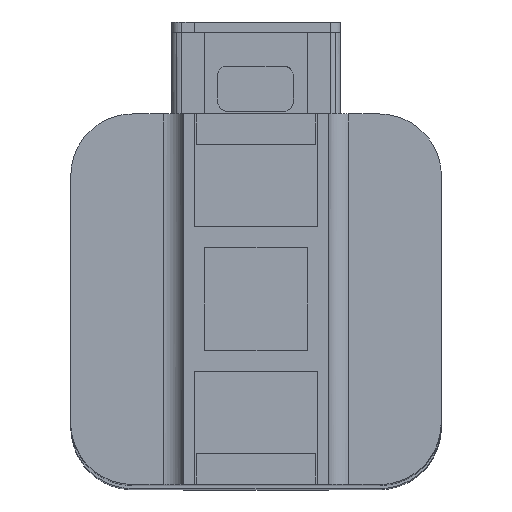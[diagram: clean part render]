
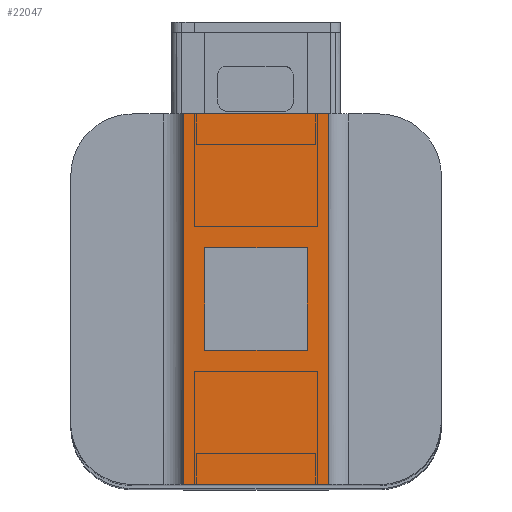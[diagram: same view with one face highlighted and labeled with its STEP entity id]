
A CAD part, top view. The second image highlights one B-rep face of the part: STEP entity #22047.
In plain terms, the highlighted free-form (B-spline) face has degree [1, 1] with [2, 2] control points.
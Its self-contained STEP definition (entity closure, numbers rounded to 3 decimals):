
#20563 = VERTEX_POINT('',#20564);
#20564 = CARTESIAN_POINT('',(-16.159,125.804,
    151.965));
#20569 = EDGE_CURVE('',#20563,#20570,#20572,.T.);
#20570 = VERTEX_POINT('',#20571);
#20571 = CARTESIAN_POINT('',(-0.162,125.804,
    151.965));
#20572 = B_SPLINE_CURVE_WITH_KNOTS('',1,(#20573,#20574),.UNSPECIFIED.,
  .F.,.F.,(2,2),(0.,14.),.PIECEWISE_BEZIER_KNOTS.);
#20573 = CARTESIAN_POINT('',(-16.159,125.804,
    151.965));
#20574 = CARTESIAN_POINT('',(-0.162,125.804,
    151.965));
#21121 = VERTEX_POINT('',#21122);
#21122 = CARTESIAN_POINT('',(-2.447,110.95,
    151.965));
#21127 = EDGE_CURVE('',#21128,#21121,#21130,.T.);
#21128 = VERTEX_POINT('',#21129);
#21129 = CARTESIAN_POINT('',(-13.873,110.95,
    151.965));
#21130 = B_SPLINE_CURVE_WITH_KNOTS('',1,(#21131,#21132),.UNSPECIFIED.,
  .F.,.F.,(2,2),(0.,10.),.PIECEWISE_BEZIER_KNOTS.);
#21131 = CARTESIAN_POINT('',(-13.873,110.95,
    151.965));
#21132 = CARTESIAN_POINT('',(-2.447,110.95,
    151.965));
#21439 = VERTEX_POINT('',#21440);
#21440 = CARTESIAN_POINT('',(-0.162,84.671,
    151.965));
#21445 = EDGE_CURVE('',#21446,#21439,#21448,.T.);
#21446 = VERTEX_POINT('',#21447);
#21447 = CARTESIAN_POINT('',(-16.159,84.671,
    151.965));
#21448 = B_SPLINE_CURVE_WITH_KNOTS('',1,(#21449,#21450),.UNSPECIFIED.,
  .F.,.F.,(2,2),(0.,14.),.PIECEWISE_BEZIER_KNOTS.);
#21449 = CARTESIAN_POINT('',(-16.159,84.671,
    151.965));
#21450 = CARTESIAN_POINT('',(-0.162,84.671,
    151.965));
#21945 = VERTEX_POINT('',#21946);
#21946 = CARTESIAN_POINT('',(-13.873,99.524,
    151.965));
#21951 = EDGE_CURVE('',#21952,#21945,#21954,.T.);
#21952 = VERTEX_POINT('',#21953);
#21953 = CARTESIAN_POINT('',(-2.447,99.524,
    151.965));
#21954 = B_SPLINE_CURVE_WITH_KNOTS('',1,(#21955,#21956),.UNSPECIFIED.,
  .F.,.F.,(2,2),(0.,10.),.PIECEWISE_BEZIER_KNOTS.);
#21955 = CARTESIAN_POINT('',(-2.447,99.524,
    151.965));
#21956 = CARTESIAN_POINT('',(-13.873,99.524,
    151.965));
#21977 = EDGE_CURVE('',#21121,#21952,#21978,.T.);
#21978 = B_SPLINE_CURVE_WITH_KNOTS('',1,(#21979,#21980),.UNSPECIFIED.,
  .F.,.F.,(2,2),(0.,10.),.PIECEWISE_BEZIER_KNOTS.);
#21979 = CARTESIAN_POINT('',(-2.447,110.95,
    151.965));
#21980 = CARTESIAN_POINT('',(-2.447,99.524,
    151.965));
#21998 = EDGE_CURVE('',#20570,#21439,#21999,.T.);
#21999 = B_SPLINE_CURVE_WITH_KNOTS('',1,(#22000,#22001),.UNSPECIFIED.,
  .F.,.F.,(2,2),(-11.,25.),.PIECEWISE_BEZIER_KNOTS.);
#22000 = CARTESIAN_POINT('',(-0.162,125.804,
    151.965));
#22001 = CARTESIAN_POINT('',(-0.162,84.671,
    151.965));
#22017 = EDGE_CURVE('',#21446,#20563,#22018,.T.);
#22018 = B_SPLINE_CURVE_WITH_KNOTS('',1,(#22019,#22020),.UNSPECIFIED.,
  .F.,.F.,(2,2),(-11.,25.),.PIECEWISE_BEZIER_KNOTS.);
#22019 = CARTESIAN_POINT('',(-16.159,84.671,
    151.965));
#22020 = CARTESIAN_POINT('',(-16.159,125.804,
    151.965));
#22037 = EDGE_CURVE('',#21945,#21128,#22038,.T.);
#22038 = B_SPLINE_CURVE_WITH_KNOTS('',1,(#22039,#22040),.UNSPECIFIED.,
  .F.,.F.,(2,2),(0.,10.),.PIECEWISE_BEZIER_KNOTS.);
#22039 = CARTESIAN_POINT('',(-13.873,99.524,
    151.965));
#22040 = CARTESIAN_POINT('',(-13.873,110.95,
    151.965));
#22047 = ADVANCED_FACE('',(#22048,#22054),#22060,.F.);
#22048 = FACE_BOUND('',#22049,.T.);
#22049 = EDGE_LOOP('',(#22050,#22051,#22052,#22053));
#22050 = ORIENTED_EDGE('',*,*,#21998,.F.);
#22051 = ORIENTED_EDGE('',*,*,#20569,.F.);
#22052 = ORIENTED_EDGE('',*,*,#22017,.F.);
#22053 = ORIENTED_EDGE('',*,*,#21445,.T.);
#22054 = FACE_BOUND('',#22055,.T.);
#22055 = EDGE_LOOP('',(#22056,#22057,#22058,#22059));
#22056 = ORIENTED_EDGE('',*,*,#21951,.T.);
#22057 = ORIENTED_EDGE('',*,*,#22037,.T.);
#22058 = ORIENTED_EDGE('',*,*,#21127,.T.);
#22059 = ORIENTED_EDGE('',*,*,#21977,.T.);
#22060 = B_SPLINE_SURFACE_WITH_KNOTS('',1,1,(
    (#22061,#22062)
    ,(#22063,#22064
    )),.UNSPECIFIED.,.F.,.F.,.F.,(2,2),(2,2),(-5.688,
    8.312),(-16.489,19.511),
  .PIECEWISE_BEZIER_KNOTS.);
#22061 = CARTESIAN_POINT('',(-0.162,84.671,
    151.965));
#22062 = CARTESIAN_POINT('',(-0.162,125.804,
    151.965));
#22063 = CARTESIAN_POINT('',(-16.159,84.671,
    151.965));
#22064 = CARTESIAN_POINT('',(-16.159,125.804,
    151.965));
